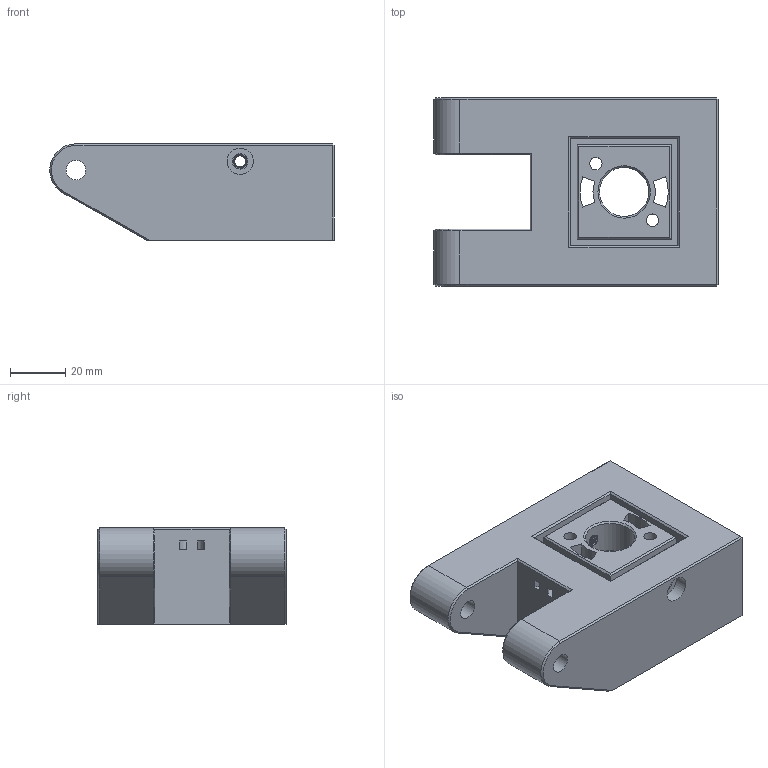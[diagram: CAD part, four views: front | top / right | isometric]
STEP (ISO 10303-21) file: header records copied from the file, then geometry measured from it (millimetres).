
FILE_DESCRIPTION(/* description */ (''),/* implementation_level */ '2;1');
FILE_NAME(/* name */ '775 Mount.step',/* time_stamp */ '2023-11-12T17:13:27-05:00',/* author */ (''),/* organization */ (''),/* preprocessor_version */ 'ST-DEVELOPER v20',/* originating_system */ 'Autodesk Translation Framework v12.14.0.127',/* authorisation */ '');
FILE_SCHEMA (('AUTOMOTIVE_DESIGN { 1 0 10303 214 3 1 1 }'));
Length unit declared in the file: inch
Products named in the file (1): 775 Mount
Bounding box: 103.2 x 68.27 x 34.92 mm (x, y, z)
Volume: 154212.3 mm3; surface area: 33789.2 mm2
Topology: 1 solids, 1 shells, 146 faces, 390 edges, 251 vertices
Faces by surface type: cylinder 73, plane 59, bspline 9, cone 5
Full cylindrical faces by diameter (mm): 4.064 x2, 4.496 x2, 4.826 x17, 5.613 x2, 7.137 x2, 9.525 x2, 17.8 x1, 42.808 x1, 44.808 x1
Entity records: 7862 total; most frequent: CARTESIAN_POINT 4339, ORIENTED_EDGE 780, DIRECTION 610, EDGE_CURVE 390, VERTEX_POINT 251, LINE 208, VECTOR 208, AXIS2_PLACEMENT_3D 201
